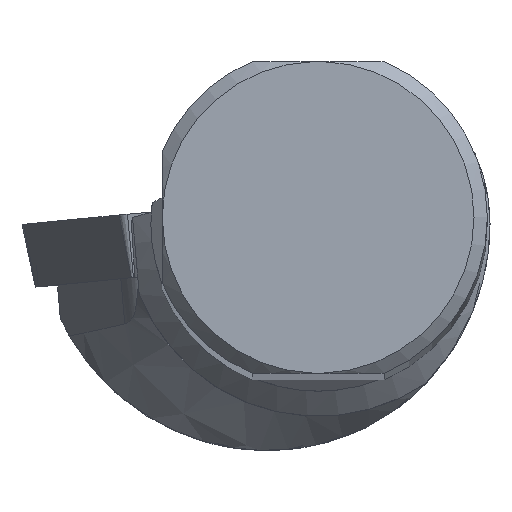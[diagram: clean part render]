
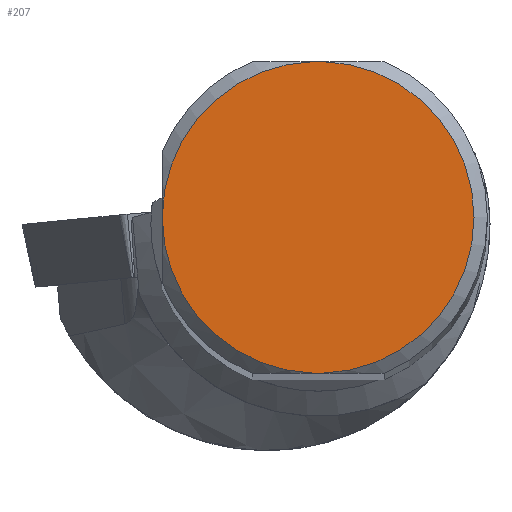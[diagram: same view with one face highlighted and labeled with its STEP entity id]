
A CAD part, top view. The second image highlights one B-rep face of the part: STEP entity #207.
In plain terms, the highlighted planar face has unit normal (0, 0, 1).
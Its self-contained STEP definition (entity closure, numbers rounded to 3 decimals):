
#158=FACE_OUTER_BOUND('',#420,.T.);
#207=ADVANCED_FACE('',(#158),#239,.T.);
#239=PLANE('',#1130);
#293=LINE('',#1852,#347);
#294=LINE('',#1854,#348);
#347=VECTOR('',#1353,1.);
#348=VECTOR('',#1354,1.);
#420=EDGE_LOOP('',(#606,#607,#608,#609));
#606=ORIENTED_EDGE('',*,*,#903,.F.);
#607=ORIENTED_EDGE('',*,*,#892,.T.);
#608=ORIENTED_EDGE('',*,*,#904,.F.);
#609=ORIENTED_EDGE('',*,*,#905,.T.);
#781=VERTEX_POINT('',#1818);
#783=VERTEX_POINT('',#1825);
#789=VERTEX_POINT('',#1853);
#790=VERTEX_POINT('',#1855);
#892=EDGE_CURVE('',#781,#783,#956,.T.);
#903=EDGE_CURVE('',#781,#789,#293,.T.);
#904=EDGE_CURVE('',#790,#783,#294,.T.);
#905=EDGE_CURVE('',#790,#789,#958,.T.);
#956=CIRCLE('',#1121,5.843);
#958=CIRCLE('',#1129,5.843);
#1121=AXIS2_PLACEMENT_3D('',#1826,#1332,#1333);
#1129=AXIS2_PLACEMENT_3D('',#1856,#1355,#1356);
#1130=AXIS2_PLACEMENT_3D('',#1857,#1357,#1358);
#1332=DIRECTION('',(0.,0.,1.));
#1333=DIRECTION('',(1.,0.,0.));
#1353=DIRECTION('',(-1.,0.,0.));
#1354=DIRECTION('',(1.,0.,0.));
#1355=DIRECTION('',(0.,0.,1.));
#1356=DIRECTION('',(1.,0.,0.));
#1357=DIRECTION('',(0.,0.,1.));
#1358=DIRECTION('',(1.,0.,0.));
#1818=CARTESIAN_POINT('',(0.171,-5.84,0.));
#1825=CARTESIAN_POINT('',(0.171,5.84,0.));
#1826=CARTESIAN_POINT('',(0.,0.,0.));
#1852=CARTESIAN_POINT('',(6.838,-5.84,0.));
#1853=CARTESIAN_POINT('',(-0.171,-5.84,0.));
#1854=CARTESIAN_POINT('',(-5.848,5.84,0.));
#1855=CARTESIAN_POINT('',(-0.171,5.84,0.));
#1856=CARTESIAN_POINT('',(0.,0.,0.));
#1857=CARTESIAN_POINT('',(0.,0.,
0.));
